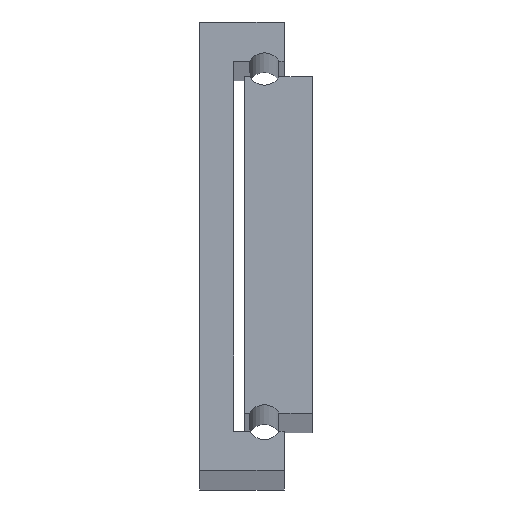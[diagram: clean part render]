
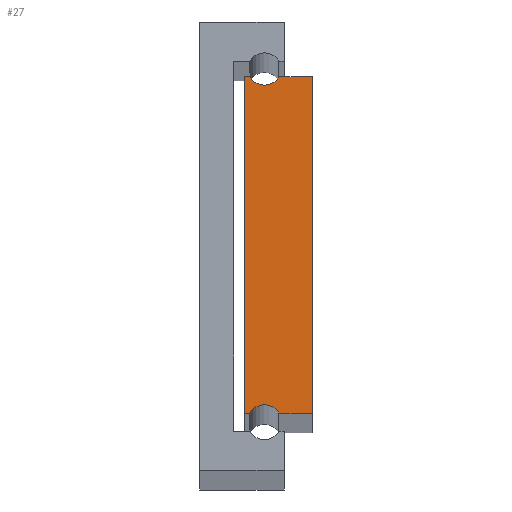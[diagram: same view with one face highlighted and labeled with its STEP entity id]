
A CAD part, top view. The second image highlights one B-rep face of the part: STEP entity #27.
In plain terms, the highlighted planar face has unit normal (0, 0, 1).
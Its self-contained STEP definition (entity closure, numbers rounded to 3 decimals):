
#27 = ADVANCED_FACE ( 'NONE', ( #1235 ), #2255, .F. ) ;
#111 = CARTESIAN_POINT ( 'NONE',  ( -3.169, 78.924, 1000. ) ) ;
#167 = CARTESIAN_POINT ( 'NONE',  ( 7.929, 18.924, 1000. ) ) ;
#230 = CARTESIAN_POINT ( 'NONE',  ( -3.169, 78.924, 1000. ) ) ;
#284 = DIRECTION ( 'NONE',  ( 0., 0., -1. ) ) ;
#301 = CARTESIAN_POINT ( 'NONE',  ( 7.929, 78.924, 1000. ) ) ;
#342 = EDGE_LOOP ( 'NONE', ( #1099, #2262, #1115, #1029, #638, #1967, #3011, #2041 ) ) ;
#349 = LINE ( 'NONE', #167, #2234 ) ;
#536 = CARTESIAN_POINT ( 'NONE',  ( 2.027, 18.924, 1000. ) ) ;
#638 = ORIENTED_EDGE ( 'NONE', *, *, #1421, .T. ) ;
#681 = EDGE_CURVE ( 'NONE', #2039, #2291, #1445, .T. ) ;
#735 = VERTEX_POINT ( 'NONE', #2093 ) ;
#746 = EDGE_CURVE ( 'NONE', #1012, #1740, #1455, .T. ) ;
#824 = DIRECTION ( 'NONE',  ( -1., 0., 0. ) ) ;
#1005 = DIRECTION ( 'NONE',  ( 1., 0., 0. ) ) ;
#1012 = VERTEX_POINT ( 'NONE', #3053 ) ;
#1029 = ORIENTED_EDGE ( 'NONE', *, *, #2023, .T. ) ;
#1041 = DIRECTION ( 'NONE',  ( 1., 0., 0. ) ) ;
#1061 = DIRECTION ( 'NONE',  ( -1., 0., 0. ) ) ;
#1085 = LINE ( 'NONE', #1334, #2926 ) ;
#1099 = ORIENTED_EDGE ( 'NONE', *, *, #681, .T. ) ;
#1115 = ORIENTED_EDGE ( 'NONE', *, *, #2766, .T. ) ;
#1145 = DIRECTION ( 'NONE',  ( 0., 1., 0. ) ) ;
#1159 = VECTOR ( 'NONE', #1684, 1000. ) ;
#1173 = EDGE_CURVE ( 'NONE', #1740, #2039, #2189, .T. ) ;
#1208 = DIRECTION ( 'NONE',  ( -1., 0., 0. ) ) ;
#1227 = CARTESIAN_POINT ( 'NONE',  ( -3.169, 18.924, 1000. ) ) ;
#1235 = FACE_OUTER_BOUND ( 'NONE', #342, .T. ) ;
#1334 = CARTESIAN_POINT ( 'NONE',  ( -4.071, 18.924, 1000. ) ) ;
#1365 = VERTEX_POINT ( 'NONE', #301 ) ;
#1379 = VECTOR ( 'NONE', #1208, 1000. ) ;
#1421 = EDGE_CURVE ( 'NONE', #2410, #1365, #349, .T. ) ;
#1445 = LINE ( 'NONE', #2192, #1159 ) ;
#1449 = AXIS2_PLACEMENT_3D ( 'NONE', #2714, #284, #1061 ) ;
#1455 = CIRCLE ( 'NONE', #1505, 3. ) ;
#1505 = AXIS2_PLACEMENT_3D ( 'NONE', #1945, #1713, #1005 ) ;
#1621 = DIRECTION ( 'NONE',  ( 0., 0., -1. ) ) ;
#1647 = VERTEX_POINT ( 'NONE', #1227 ) ;
#1661 = CARTESIAN_POINT ( 'NONE',  ( -4.071, 78.924, 1000. ) ) ;
#1684 = DIRECTION ( 'NONE',  ( 0., -1., 0. ) ) ;
#1713 = DIRECTION ( 'NONE',  ( 0., 0., -1. ) ) ;
#1740 = VERTEX_POINT ( 'NONE', #111 ) ;
#1854 = VECTOR ( 'NONE', #1041, 1000. ) ;
#1945 = CARTESIAN_POINT ( 'NONE',  ( -0.571, 80.424, 1000. ) ) ;
#1967 = ORIENTED_EDGE ( 'NONE', *, *, #3036, .T. ) ;
#2023 = EDGE_CURVE ( 'NONE', #735, #2410, #2702, .T. ) ;
#2039 = VERTEX_POINT ( 'NONE', #1661 ) ;
#2041 = ORIENTED_EDGE ( 'NONE', *, *, #1173, .T. ) ;
#2054 = CARTESIAN_POINT ( 'NONE',  ( 7.929, 18.924, 1000. ) ) ;
#2093 = CARTESIAN_POINT ( 'NONE',  ( 2.027, 18.924, 1000. ) ) ;
#2189 = LINE ( 'NONE', #230, #1379 ) ;
#2192 = CARTESIAN_POINT ( 'NONE',  ( -4.071, 78.924, 1000. ) ) ;
#2234 = VECTOR ( 'NONE', #1145, 1000. ) ;
#2255 = PLANE ( 'NONE',  #1449 ) ;
#2258 = LINE ( 'NONE', #2276, #3081 ) ;
#2262 = ORIENTED_EDGE ( 'NONE', *, *, #3071, .T. ) ;
#2276 = CARTESIAN_POINT ( 'NONE',  ( 7.929, 78.924, 1000. ) ) ;
#2291 = VERTEX_POINT ( 'NONE', #2922 ) ;
#2295 = DIRECTION ( 'NONE',  ( 1., 0., 0. ) ) ;
#2410 = VERTEX_POINT ( 'NONE', #2054 ) ;
#2620 = CIRCLE ( 'NONE', #2933, 3. ) ;
#2702 = LINE ( 'NONE', #536, #1854 ) ;
#2714 = CARTESIAN_POINT ( 'NONE',  ( -0.571, 17.424, 1000. ) ) ;
#2766 = EDGE_CURVE ( 'NONE', #1647, #735, #2620, .T. ) ;
#2834 = CARTESIAN_POINT ( 'NONE',  ( -0.571, 17.424, 1000. ) ) ;
#2875 = DIRECTION ( 'NONE',  ( -1., 0., 0. ) ) ;
#2922 = CARTESIAN_POINT ( 'NONE',  ( -4.071, 18.924, 1000. ) ) ;
#2926 = VECTOR ( 'NONE', #2295, 1000. ) ;
#2933 = AXIS2_PLACEMENT_3D ( 'NONE', #2834, #1621, #2875 ) ;
#3011 = ORIENTED_EDGE ( 'NONE', *, *, #746, .T. ) ;
#3036 = EDGE_CURVE ( 'NONE', #1365, #1012, #2258, .T. ) ;
#3053 = CARTESIAN_POINT ( 'NONE',  ( 2.027, 78.924, 1000. ) ) ;
#3071 = EDGE_CURVE ( 'NONE', #2291, #1647, #1085, .T. ) ;
#3081 = VECTOR ( 'NONE', #824, 1000. ) ;
